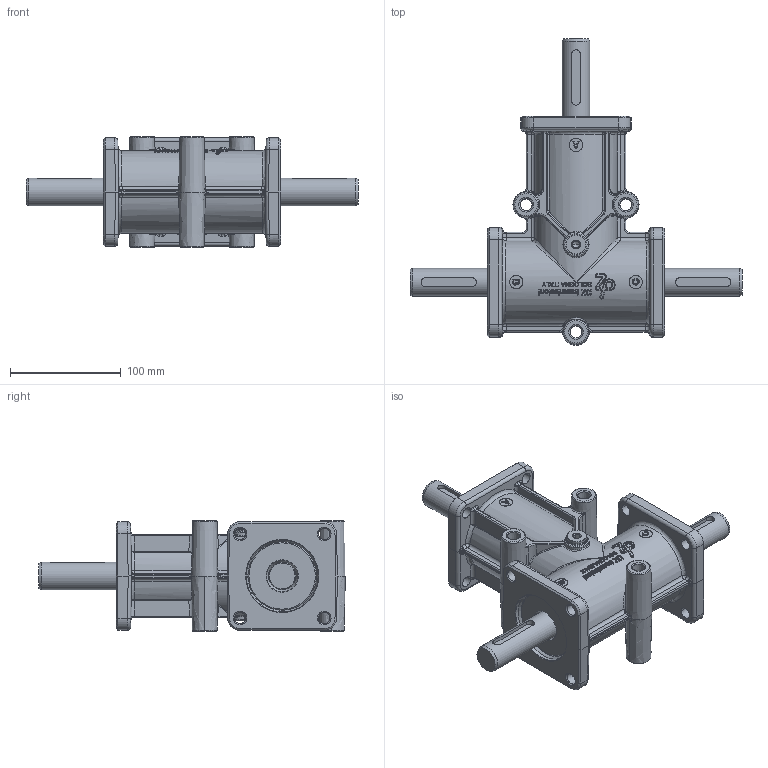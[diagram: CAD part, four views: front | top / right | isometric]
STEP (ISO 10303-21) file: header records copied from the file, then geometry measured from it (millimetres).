
FILE_DESCRIPTION(('STEP AP214'),'1');
FILE_NAME('dz_43_-_-_3fabc.stp','2017-07-07T08:03:24',('TraceParts'),('TraceParts S.A.'),'Spatial InterOp 3D',' ',' ');
FILE_SCHEMA(('automotive_design'));
Length unit declared in the file: millimetre
Products named in the file (1): dz_43_-_-_3fabc
Bounding box: 300 x 277 x 100 mm (x, y, z)
Volume: 1606906.2 mm3; surface area: 173547 mm2
Topology: 1 solids, 1 shells, 2039 faces, 5078 edges, 2969 vertices
Faces by surface type: bspline 901, cylinder 520, plane 369, torus 107, sphere 88, cone 54
Full cylindrical faces by diameter (mm): 10.3 x4, 12 x6, 18 x2, 25 x3, 62 x3, 65 x3
Entity records: 189341 total; most frequent: CARTESIAN_POINT 130399, ORIENTED_EDGE 9684, DIRECTION 7523, EDGE_CURVE 4842, AXIS2_PLACEMENT_3D 3089, VERTEX_POINT 2953, EDGE_LOOP 2209, STYLED_ITEM 2036
